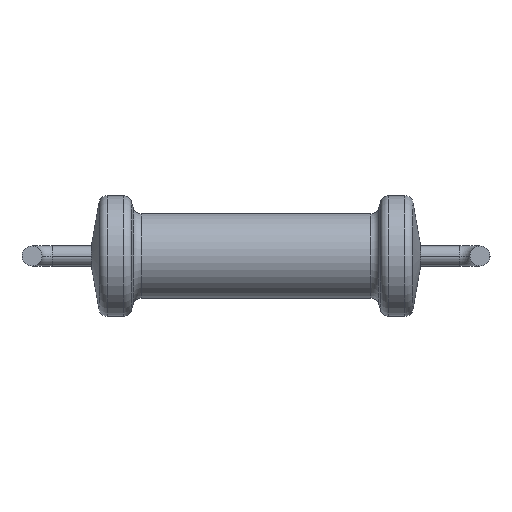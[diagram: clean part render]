
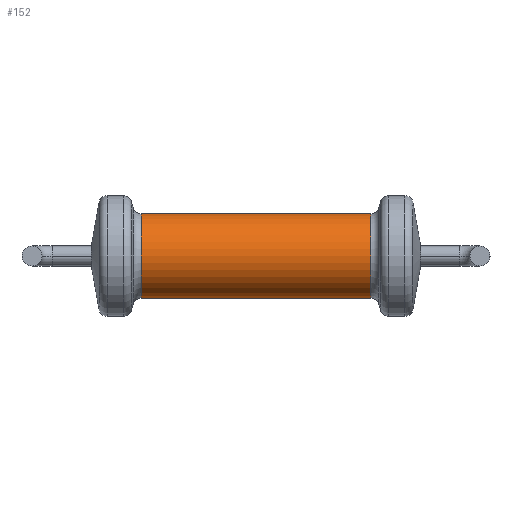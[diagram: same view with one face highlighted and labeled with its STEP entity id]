
A CAD part, front view. The second image highlights one B-rep face of the part: STEP entity #152.
In plain terms, the highlighted cylindrical face has radius 1.155 mm (diameter 2.31 mm), a partial arc.
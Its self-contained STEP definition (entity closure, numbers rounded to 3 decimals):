
#31 = VERTEX_POINT ( 'NONE', #1351 ) ;
#54 = VERTEX_POINT ( 'NONE', #277 ) ;
#61 = CARTESIAN_POINT ( 'NONE',  ( 3.144, 1.65, 0. ) ) ;
#78 = EDGE_CURVE ( 'NONE', #1321, #31, #1491, .T. ) ;
#80 = ORIENTED_EDGE ( 'NONE', *, *, #1462, .F. ) ;
#152 = ADVANCED_FACE ( 'NONE', ( #1666 ), #207, .T. ) ;
#207 = CYLINDRICAL_SURFACE ( 'NONE', #1081, 1.155 ) ;
#277 = CARTESIAN_POINT ( 'NONE',  ( -3.144, 1.65, -1.155 ) ) ;
#440 = DIRECTION ( 'NONE',  ( 0., 0., 1. ) ) ;
#485 = CARTESIAN_POINT ( 'NONE',  ( -3.144, 1.65, 0. ) ) ;
#517 = EDGE_CURVE ( 'NONE', #1041, #1321, #1449, .T. ) ;
#527 = EDGE_CURVE ( 'NONE', #54, #31, #1504, .T. ) ;
#598 = CARTESIAN_POINT ( 'NONE',  ( -4.5, 1.65, 0. ) ) ;
#683 = AXIS2_PLACEMENT_3D ( 'NONE', #61, #866, #440 ) ;
#866 = DIRECTION ( 'NONE',  ( -1., 0., 0. ) ) ;
#1006 = EDGE_LOOP ( 'NONE', ( #80, #1537, #1129, #1332 ) ) ;
#1041 = VERTEX_POINT ( 'NONE', #1086 ) ;
#1052 = DIRECTION ( 'NONE',  ( 0., 0., 1. ) ) ;
#1053 = VECTOR ( 'NONE', #1060, 1000. ) ;
#1060 = DIRECTION ( 'NONE',  ( -1., 0., 0. ) ) ;
#1081 = AXIS2_PLACEMENT_3D ( 'NONE', #598, #1569, #1143 ) ;
#1086 = CARTESIAN_POINT ( 'NONE',  ( 3.144, 1.65, -1.155 ) ) ;
#1097 = CARTESIAN_POINT ( 'NONE',  ( -4.5, 1.65, 1.155 ) ) ;
#1129 = ORIENTED_EDGE ( 'NONE', *, *, #78, .T. ) ;
#1143 = DIRECTION ( 'NONE',  ( 0., 0., 1. ) ) ;
#1321 = VERTEX_POINT ( 'NONE', #1443 ) ;
#1332 = ORIENTED_EDGE ( 'NONE', *, *, #527, .F. ) ;
#1351 = CARTESIAN_POINT ( 'NONE',  ( -3.144, 1.65, 1.155 ) ) ;
#1443 = CARTESIAN_POINT ( 'NONE',  ( 3.144, 1.65, 1.155 ) ) ;
#1449 = CIRCLE ( 'NONE', #683, 1.155 ) ;
#1462 = EDGE_CURVE ( 'NONE', #1041, #54, #1586, .T. ) ;
#1476 = VECTOR ( 'NONE', #1644, 1000. ) ;
#1491 = LINE ( 'NONE', #1097, #1476 ) ;
#1504 = CIRCLE ( 'NONE', #1727, 1.155 ) ;
#1537 = ORIENTED_EDGE ( 'NONE', *, *, #517, .T. ) ;
#1569 = DIRECTION ( 'NONE',  ( -1., 0., 0. ) ) ;
#1586 = LINE ( 'NONE', #1697, #1053 ) ;
#1593 = DIRECTION ( 'NONE',  ( -1., 0., 0. ) ) ;
#1644 = DIRECTION ( 'NONE',  ( -1., 0., 0. ) ) ;
#1666 = FACE_OUTER_BOUND ( 'NONE', #1006, .T. ) ;
#1697 = CARTESIAN_POINT ( 'NONE',  ( -4.5, 1.65, -1.155 ) ) ;
#1727 = AXIS2_PLACEMENT_3D ( 'NONE', #485, #1593, #1052 ) ;
